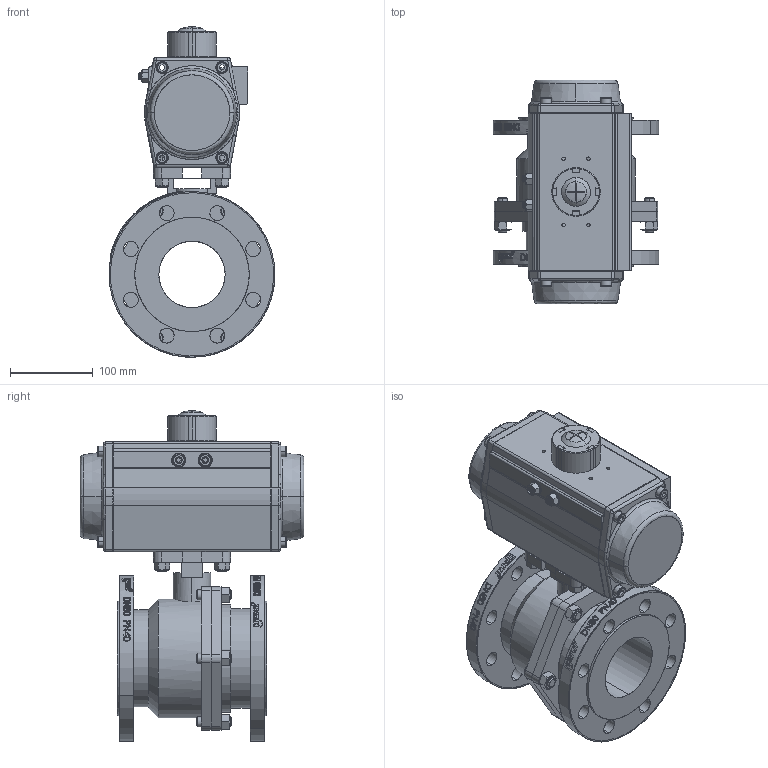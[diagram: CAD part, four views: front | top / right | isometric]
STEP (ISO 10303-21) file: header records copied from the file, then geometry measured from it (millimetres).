
FILE_DESCRIPTION (( 'STEP AP214' ), '1' );
FILE_NAME ('PK05_DN80 (PK05000010).STEP', '2022-04-27T13:14:34', ( '' ), ( '' ), 'SwSTEP 2.0', 'SolidWorks 2021', '' );
FILE_SCHEMA (( 'AUTOMOTIVE_DESIGN' ));
Length unit declared in the file: metre
Products named in the file (1): PK05_DN80 (PK05000010)
Bounding box: 200 x 270.03 x 398.73 mm (x, y, z)
Surface area: 512072.5 mm2 (no closed solid volume)
Topology: 0 solids, 558 shells, 989 faces, 4346 edges, 3797 vertices
Faces by surface type: plane 318, cylinder 294, bspline 232, cone 128, torus 13, sphere 4
Entity records: 116833 total; most frequent: CARTESIAN_POINT 74778, DIRECTION 5261, ORIENTED_EDGE 5211, EDGE_CURVE 4332, VERTEX_POINT 3797, AXIS2_PLACEMENT_3D 1884, B_SPLINE_CURVE_WITH_KNOTS 1713, VECTOR 1493
